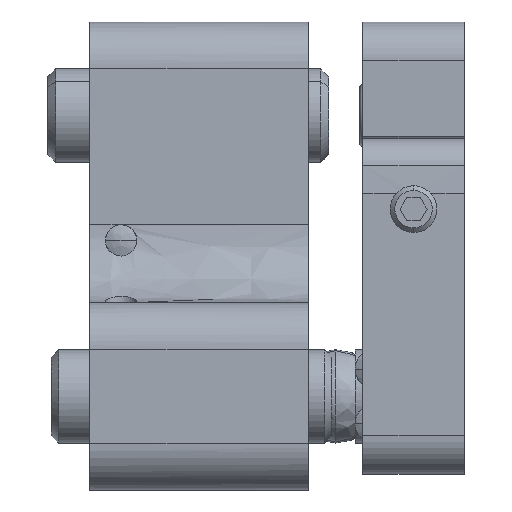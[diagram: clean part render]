
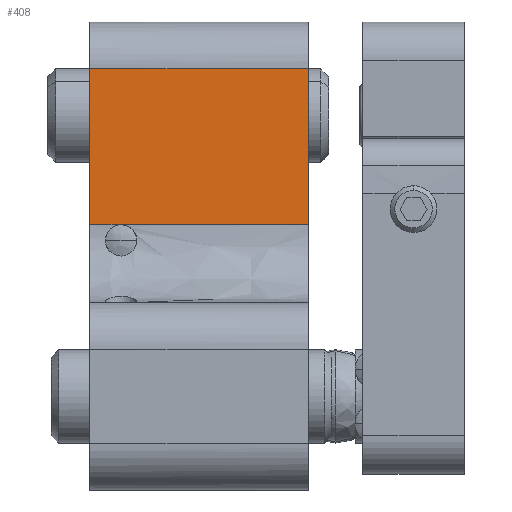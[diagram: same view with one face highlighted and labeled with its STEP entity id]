
A CAD part, left-side view. The second image highlights one B-rep face of the part: STEP entity #408.
In plain terms, the highlighted planar face has unit normal (-1, 0, 0).
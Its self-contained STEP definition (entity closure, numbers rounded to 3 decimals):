
#408=ADVANCED_FACE('',(#717),#4947,.T.);
#717=FACE_OUTER_BOUND('',#1055,.T.);
#1055=EDGE_LOOP('',(#2522,#2523,#2524,#2525,#2526));
#2522=ORIENTED_EDGE('',*,*,#3349,.T.);
#2523=ORIENTED_EDGE('',*,*,#3272,.F.);
#2524=ORIENTED_EDGE('',*,*,#3269,.F.);
#2525=ORIENTED_EDGE('',*,*,#3350,.T.);
#2526=ORIENTED_EDGE('',*,*,#3347,.F.);
#3269=EDGE_CURVE('',#4577,#4578,#4065,.T.);
#3272=EDGE_CURVE('',#4578,#4580,#4066,.T.);
#3347=EDGE_CURVE('',#4634,#4635,#4125,.T.);
#3349=EDGE_CURVE('',#4634,#4580,#3562,.T.);
#3350=EDGE_CURVE('',#4577,#4635,#3563,.T.);
#3562=B_SPLINE_CURVE_WITH_KNOTS('',1,(#12590,#12591),.UNSPECIFIED.,.F.,
 .F.,(2,2),(0.,10.),.UNSPECIFIED.);
#3563=B_SPLINE_CURVE_WITH_KNOTS('',1,(#12592,#12593),.UNSPECIFIED.,.F.,
 .F.,(2,2),(0.,10.),.UNSPECIFIED.);
#4065=(
BOUNDED_CURVE()
B_SPLINE_CURVE(1,(#12264,#12265),.UNSPECIFIED.,.F.,.F.)
B_SPLINE_CURVE_WITH_KNOTS((2,2),(0.,12.),.UNSPECIFIED.)
CURVE()
GEOMETRIC_REPRESENTATION_ITEM()
RATIONAL_B_SPLINE_CURVE((1.,1.))
REPRESENTATION_ITEM('')
);
#4066=(
BOUNDED_CURVE()
B_SPLINE_CURVE(1,(#12294,#12295),.UNSPECIFIED.,.F.,.F.)
B_SPLINE_CURVE_WITH_KNOTS((2,2),(0.,2.),.UNSPECIFIED.)
CURVE()
GEOMETRIC_REPRESENTATION_ITEM()
RATIONAL_B_SPLINE_CURVE((1.,1.))
REPRESENTATION_ITEM('')
);
#4125=(
BOUNDED_CURVE()
B_SPLINE_CURVE(1,(#12585,#12586),.UNSPECIFIED.,.F.,.F.)
B_SPLINE_CURVE_WITH_KNOTS((2,2),(-14.,0.),.UNSPECIFIED.)
CURVE()
GEOMETRIC_REPRESENTATION_ITEM()
RATIONAL_B_SPLINE_CURVE((1.,1.))
REPRESENTATION_ITEM('')
);
#4577=VERTEX_POINT('',#12129);
#4578=VERTEX_POINT('',#12130);
#4580=VERTEX_POINT('',#12132);
#4634=VERTEX_POINT('',#12186);
#4635=VERTEX_POINT('',#12187);
#4947=PLANE('',#5075);
#5075=AXIS2_PLACEMENT_3D('',#12026,#5186,$);
#5186=DIRECTION('',(-1.,0.,0.));
#12026=CARTESIAN_POINT('',(3.5,-5.25,28.47));
#12129=CARTESIAN_POINT('',(3.5,-3.73,17.35));
#12130=CARTESIAN_POINT('',(3.5,8.27,17.35));
#12132=CARTESIAN_POINT('',(3.5,10.27,17.35));
#12186=CARTESIAN_POINT('',(3.5,10.27,27.35));
#12187=CARTESIAN_POINT('',(3.5,-3.73,27.35));
#12264=CARTESIAN_POINT('',(3.5,-3.73,17.35));
#12265=CARTESIAN_POINT('',(3.5,8.27,17.35));
#12294=CARTESIAN_POINT('',(3.5,8.27,17.35));
#12295=CARTESIAN_POINT('',(3.5,10.27,17.35));
#12585=CARTESIAN_POINT('',(3.5,10.27,27.35));
#12586=CARTESIAN_POINT('',(3.5,-3.73,27.35));
#12590=CARTESIAN_POINT('',(3.5,10.27,27.35));
#12591=CARTESIAN_POINT('',(3.5,10.27,17.35));
#12592=CARTESIAN_POINT('',(3.5,-3.73,17.35));
#12593=CARTESIAN_POINT('',(3.5,-3.73,27.35));
